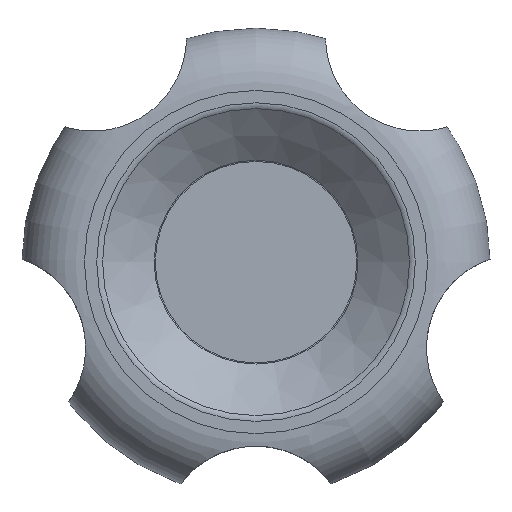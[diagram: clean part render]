
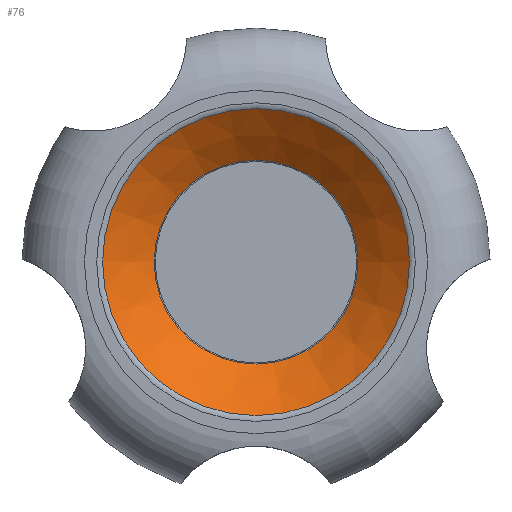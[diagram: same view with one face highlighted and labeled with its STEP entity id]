
A CAD part, top view. The second image highlights one B-rep face of the part: STEP entity #76.
In plain terms, the highlighted conical face has half-angle 51.34 degrees and reference radius 25 mm.
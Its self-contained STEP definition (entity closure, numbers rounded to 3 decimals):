
#76 = ADVANCED_FACE( '', ( #167, #168 ), #169, .F. );
#167 = FACE_BOUND( '', #268, .T. );
#168 = FACE_OUTER_BOUND( '', #269, .T. );
#169 = CONICAL_SURFACE( '', #270, 25., 0.896 );
#268 = EDGE_LOOP( '', ( #391 ) );
#269 = EDGE_LOOP( '', ( #392 ) );
#270 = AXIS2_PLACEMENT_3D( '', #393, #394, #395 );
#391 = ORIENTED_EDGE( '', *, *, #482, .T. );
#392 = ORIENTED_EDGE( '', *, *, #483, .T. );
#393 = CARTESIAN_POINT( '', ( 0., 0., 28. ) );
#394 = DIRECTION( '', ( 0., 0., 1. ) );
#395 = DIRECTION( '', ( 1., 0., 0. ) );
#482 = EDGE_CURVE( '', #546, #546, #547, .F. );
#483 = EDGE_CURVE( '', #548, #548, #549, .F. );
#546 = VERTEX_POINT( '', #721 );
#547 = CIRCLE( '', #722, 16.332 );
#548 = VERTEX_POINT( '', #723 );
#549 = CIRCLE( '', #724, 24.589 );
#721 = CARTESIAN_POINT( '', ( 16.332, 0., 21.066 ) );
#722 = AXIS2_PLACEMENT_3D( '', #1212, #1213, #1214 );
#723 = CARTESIAN_POINT( '', ( -24.589, 0., 27.671 ) );
#724 = AXIS2_PLACEMENT_3D( '', #1215, #1216, #1217 );
#1212 = CARTESIAN_POINT( '', ( 0., 0., 21.066 ) );
#1213 = DIRECTION( '', ( 0., 0., 1. ) );
#1214 = DIRECTION( '', ( 1., 0., 0. ) );
#1215 = CARTESIAN_POINT( '', ( 0., 0., 27.671 ) );
#1216 = DIRECTION( '', ( 0., 0., -1. ) );
#1217 = DIRECTION( '', ( -1., 0., 0. ) );
